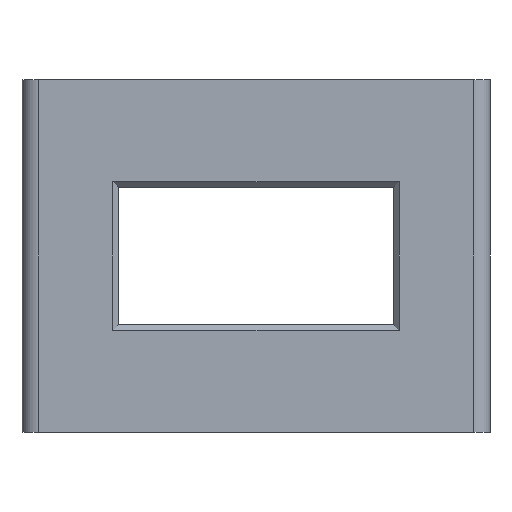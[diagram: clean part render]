
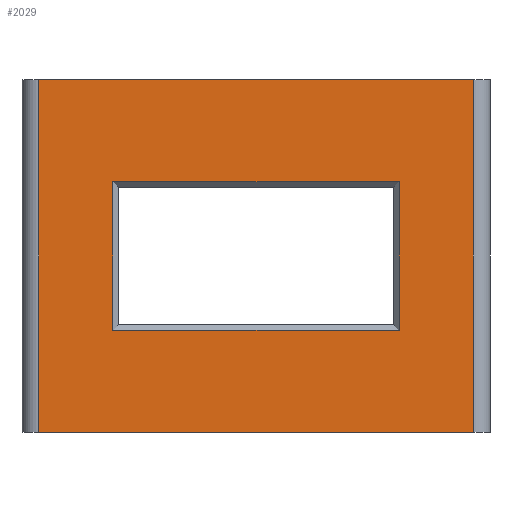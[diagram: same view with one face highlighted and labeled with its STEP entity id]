
A CAD part, front view. The second image highlights one B-rep face of the part: STEP entity #2029.
In plain terms, the highlighted planar face has unit normal (0, -1, 0).
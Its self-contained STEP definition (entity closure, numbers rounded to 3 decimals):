
#25=FACE_BOUND('',#334,.T.);
#102=PLANE('',#2169);
#212=FACE_OUTER_BOUND('',#333,.T.);
#333=EDGE_LOOP('',(#1692,#1693,#1694,#1695));
#334=EDGE_LOOP('',(#1696,#1697,#1698,#1699));
#548=LINE('',#3073,#810);
#550=LINE('',#3079,#812);
#552=LINE('',#3085,#814);
#553=LINE('',#3086,#815);
#554=LINE('',#3089,#816);
#555=LINE('',#3091,#817);
#556=LINE('',#3093,#818);
#557=LINE('',#3094,#819);
#810=VECTOR('',#2522,10.);
#812=VECTOR('',#2528,10.);
#814=VECTOR('',#2534,10.);
#815=VECTOR('',#2535,10.);
#816=VECTOR('',#2536,10.);
#817=VECTOR('',#2537,10.);
#818=VECTOR('',#2538,10.);
#819=VECTOR('',#2539,10.);
#1047=VERTEX_POINT('',#3070);
#1048=VERTEX_POINT('',#3072);
#1050=VERTEX_POINT('',#3078);
#1052=VERTEX_POINT('',#3084);
#1053=VERTEX_POINT('',#3087);
#1054=VERTEX_POINT('',#3088);
#1055=VERTEX_POINT('',#3090);
#1056=VERTEX_POINT('',#3092);
#1285=EDGE_CURVE('',#1047,#1048,#548,.T.);
#1288=EDGE_CURVE('',#1048,#1050,#550,.T.);
#1291=EDGE_CURVE('',#1052,#1047,#552,.T.);
#1292=EDGE_CURVE('',#1050,#1052,#553,.T.);
#1293=EDGE_CURVE('',#1053,#1054,#554,.T.);
#1294=EDGE_CURVE('',#1055,#1053,#555,.T.);
#1295=EDGE_CURVE('',#1056,#1055,#556,.T.);
#1296=EDGE_CURVE('',#1054,#1056,#557,.T.);
#1692=ORIENTED_EDGE('',*,*,#1285,.F.);
#1693=ORIENTED_EDGE('',*,*,#1291,.F.);
#1694=ORIENTED_EDGE('',*,*,#1292,.F.);
#1695=ORIENTED_EDGE('',*,*,#1288,.F.);
#1696=ORIENTED_EDGE('',*,*,#1293,.F.);
#1697=ORIENTED_EDGE('',*,*,#1294,.F.);
#1698=ORIENTED_EDGE('',*,*,#1295,.F.);
#1699=ORIENTED_EDGE('',*,*,#1296,.F.);
#2029=ADVANCED_FACE('',(#212,#25),#102,.T.);
#2169=AXIS2_PLACEMENT_3D('',#3083,#2532,#2533);
#2522=DIRECTION('',(0.,0.,-1.));
#2528=DIRECTION('',(-1.,0.,0.));
#2532=DIRECTION('center_axis',(0.,-1.,0.));
#2533=DIRECTION('ref_axis',(1.,0.,0.));
#2534=DIRECTION('',(1.,0.,0.));
#2535=DIRECTION('',(0.,0.,1.));
#2536=DIRECTION('',(0.,0.,-1.));
#2537=DIRECTION('',(-1.,0.,0.));
#2538=DIRECTION('',(0.,0.,1.));
#2539=DIRECTION('',(1.,0.,0.));
#3070=CARTESIAN_POINT('',(89.504,-3.845,64.));
#3072=CARTESIAN_POINT('',(89.504,-3.845,0.));
#3073=CARTESIAN_POINT('',(89.504,-3.845,0.));
#3078=CARTESIAN_POINT('',(10.504,-3.845,0.));
#3079=CARTESIAN_POINT('',(92.504,-3.845,0.));
#3083=CARTESIAN_POINT('Origin',(7.504,-3.845,0.));
#3084=CARTESIAN_POINT('',(10.504,-3.845,64.));
#3085=CARTESIAN_POINT('',(92.504,-3.845,64.));
#3086=CARTESIAN_POINT('',(10.504,-3.845,0.));
#3087=CARTESIAN_POINT('',(24.004,-3.845,45.5));
#3088=CARTESIAN_POINT('',(24.004,-3.845,18.5));
#3089=CARTESIAN_POINT('',(24.004,-3.845,22.25));
#3090=CARTESIAN_POINT('',(76.004,-3.845,45.5));
#3091=CARTESIAN_POINT('',(41.254,-3.845,45.5));
#3092=CARTESIAN_POINT('',(76.004,-3.845,18.5));
#3093=CARTESIAN_POINT('',(76.004,-3.845,9.75));
#3094=CARTESIAN_POINT('',(16.254,-3.845,18.5));
